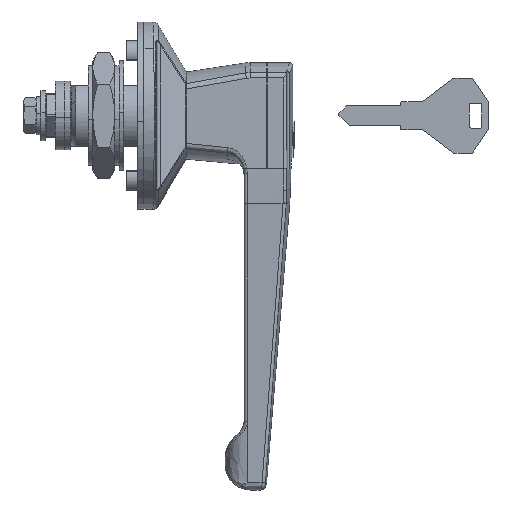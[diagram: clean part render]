
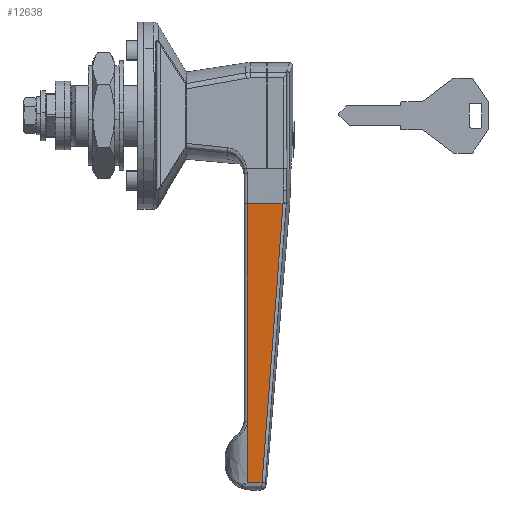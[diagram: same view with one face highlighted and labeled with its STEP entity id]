
A CAD part, left-side view. The second image highlights one B-rep face of the part: STEP entity #12638.
In plain terms, the highlighted free-form (B-spline) face has degree [1, 1] with [2, 2] control points.
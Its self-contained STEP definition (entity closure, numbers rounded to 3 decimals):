
#7458=CARTESIAN_POINT('',(-34.1,13.182,-28.281));
#7459=VERTEX_POINT('',#7458);
#7519=CARTESIAN_POINT('',(-34.1,9.244,-97.985));
#7520=VERTEX_POINT('',#7519);
#7536=CARTESIAN_POINT('',(-34.1,13.182,-28.281));
#7537=CARTESIAN_POINT('',(-34.1,9.244,-97.985));
#7538=QUASI_UNIFORM_CURVE('',1,(#7536,#7537),.UNSPECIFIED.,.F.,.U.);
#7539=EDGE_CURVE('',#7459,#7520,#7538,.T.);
#9621=CARTESIAN_POINT('',(-34.1,8.133,-117.641));
#9622=VERTEX_POINT('',#9621);
#10299=CARTESIAN_POINT('',(-34.1,9.244,-97.985));
#10300=CARTESIAN_POINT('',(-34.1,8.133,-117.641));
#10301=QUASI_UNIFORM_CURVE('',1,(#10299,#10300),.UNSPECIFIED.,.F.,.U.);
#10302=EDGE_CURVE('',#7520,#9622,#10301,.T.);
#10532=CARTESIAN_POINT('',(-38.866,8.133,-117.641));
#10533=VERTEX_POINT('',#10532);
#11329=CARTESIAN_POINT('',(-45.585,13.182,-28.281));
#11330=VERTEX_POINT('',#11329);
#11491=CARTESIAN_POINT('',(-38.866,8.133,-117.641));
#11492=CARTESIAN_POINT('',(-42.363,10.676,-72.639));
#11493=CARTESIAN_POINT('',(-45.585,13.182,-28.281));
#11501=(BOUNDED_CURVE()B_SPLINE_CURVE(2,(#11491,#11492,#11493),.UNSPECIFIED.,.F.,.U.)CURVE()GEOMETRIC_REPRESENTATION_ITEM()QUASI_UNIFORM_CURVE()RATIONAL_B_SPLINE_CURVE((1.0,0.999,1.0))REPRESENTATION_ITEM(''));
#11502=EDGE_CURVE('',#10533,#11330,#11501,.T.);
#12097=CARTESIAN_POINT('',(-34.1,8.133,-117.641));
#12098=CARTESIAN_POINT('',(-38.866,8.133,-117.641));
#12099=QUASI_UNIFORM_CURVE('',1,(#12097,#12098),.UNSPECIFIED.,.F.,.U.);
#12100=EDGE_CURVE('',#9622,#10533,#12099,.T.);
#12622=CARTESIAN_POINT('',(-46.159,7.881,-122.105));
#12623=CARTESIAN_POINT('',(-46.159,13.434,-23.817));
#12624=CARTESIAN_POINT('',(-33.526,7.881,-122.105));
#12625=CARTESIAN_POINT('',(-33.526,13.434,-23.817));
#12626=B_SPLINE_SURFACE_WITH_KNOTS('',1,1,((#12622,#12624),(#12623,#12625)),.UNSPECIFIED.,.F.,.F.,.U.,(2,2),(2,2),(0.0,98.444),(0.0,12.633),.UNSPECIFIED.);
#12627=CARTESIAN_POINT('',(-34.1,13.182,-28.281));
#12628=CARTESIAN_POINT('',(-45.585,13.182,-28.281));
#12629=QUASI_UNIFORM_CURVE('',1,(#12627,#12628),.UNSPECIFIED.,.F.,.U.);
#12630=EDGE_CURVE('',#7459,#11330,#12629,.T.);
#12631=ORIENTED_EDGE('',*,*,#12630,.F.);
#12632=ORIENTED_EDGE('',*,*,#7539,.T.);
#12633=ORIENTED_EDGE('',*,*,#10302,.T.);
#12634=ORIENTED_EDGE('',*,*,#12100,.T.);
#12635=ORIENTED_EDGE('',*,*,#11502,.T.);
#12636=EDGE_LOOP('',(#12631,#12632,#12633,#12634,#12635));
#12637=FACE_OUTER_BOUND('',#12636,.T.);
#12638=ADVANCED_FACE('',(#12637),#12626,.T.);
